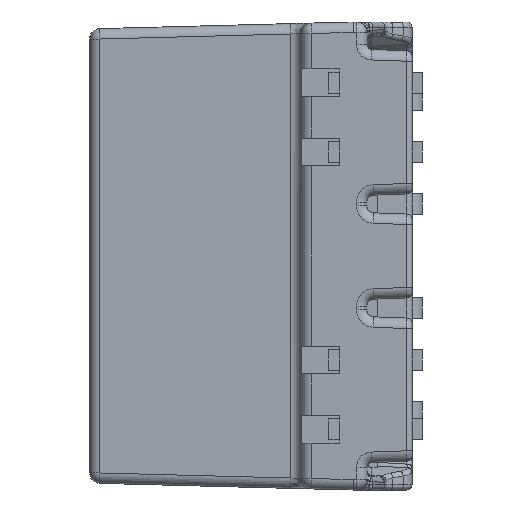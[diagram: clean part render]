
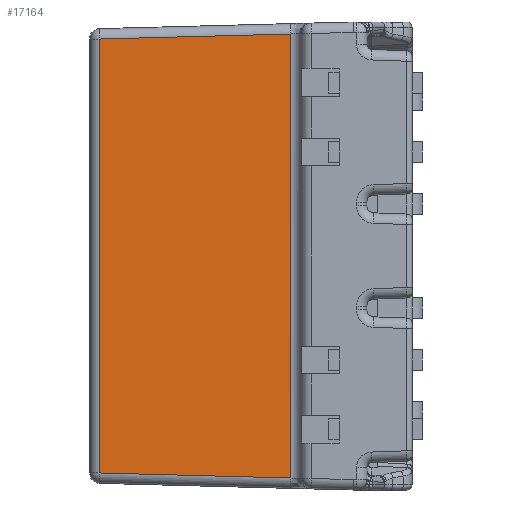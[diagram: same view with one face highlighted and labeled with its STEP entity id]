
A CAD part, left-side view. The second image highlights one B-rep face of the part: STEP entity #17164.
In plain terms, the highlighted planar face has unit normal (-1, 0.026, 0).
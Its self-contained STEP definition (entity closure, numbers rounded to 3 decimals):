
#1570=DIRECTION('',(-0.026,-0.999,-0.026));
#1571=VECTOR('',#1570,5.519);
#1572=CARTESIAN_POINT('',(-6.68,4.358,
-6.259));
#1573=LINE('',#1572,#1571);
#1583=DIRECTION('',(0.,0.,1.));
#1584=VECTOR('',#1583,12.517);
#1585=CARTESIAN_POINT('',(-6.68,4.358,
-6.259));
#1586=LINE('',#1585,#1584);
#1610=DIRECTION('',(0.026,0.999,-0.026));
#1611=VECTOR('',#1610,5.519);
#1612=CARTESIAN_POINT('',(-6.824,-1.158,
6.403));
#1613=LINE('',#1612,#1611);
#7103=CARTESIAN_POINT('',(-6.824,-1.158,
-6.403));
#7132=DIRECTION('',(0.,0.,-1.));
#7133=VECTOR('',#7132,12.806);
#7134=CARTESIAN_POINT('',(-6.824,-1.158,
6.403));
#7135=LINE('',#7134,#7133);
#7144=CARTESIAN_POINT('',(-6.824,-1.158,
6.403));
#14071=VERTEX_POINT('',#7144);
#14116=VERTEX_POINT('',#7103);
#14144=CARTESIAN_POINT('',(-6.68,4.358,
-6.259));
#14145=CARTESIAN_POINT('',(-6.68,4.358,
6.259));
#14146=VERTEX_POINT('',#14144);
#14147=VERTEX_POINT('',#14145);
#17151=CARTESIAN_POINT('',(-6.85,-2.15,6.75));
#17152=DIRECTION('',(1.,-0.026,0.));
#17153=DIRECTION('',(0.026,1.,0.));
#17154=AXIS2_PLACEMENT_3D('',#17151,#17152,#17153);
#17155=PLANE('',#17154);
#17156=ORIENTED_EDGE('',*,*,#17142,.T.);
#17158=ORIENTED_EDGE('',*,*,#17157,.F.);
#17160=ORIENTED_EDGE('',*,*,#17159,.T.);
#17161=ORIENTED_EDGE('',*,*,#17117,.F.);
#17162=EDGE_LOOP('',(#17156,#17158,#17160,#17161));
#17163=FACE_OUTER_BOUND('',#17162,.F.);
#17164=ADVANCED_FACE('',(#17163),#17155,.F.);
#17117=EDGE_CURVE('',#14146,#14116,#1573,.T.);
#17142=EDGE_CURVE('',#14146,#14147,#1586,.T.);
#17157=EDGE_CURVE('',#14071,#14147,#1613,.T.);
#17159=EDGE_CURVE('',#14071,#14116,#7135,.T.);
